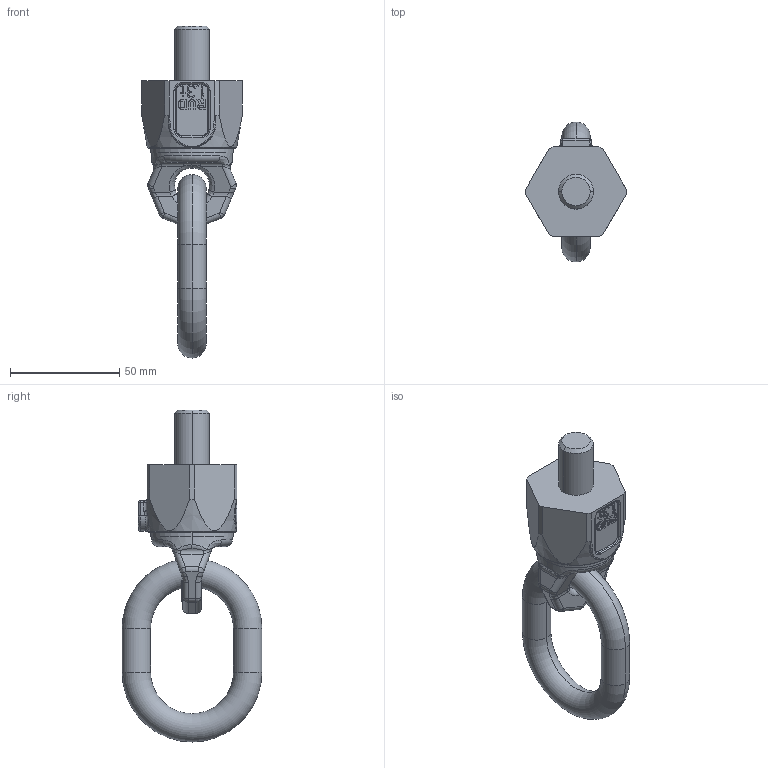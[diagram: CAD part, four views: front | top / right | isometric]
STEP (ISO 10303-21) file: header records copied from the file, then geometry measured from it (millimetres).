
FILE_DESCRIPTION((''),'2;1');
FILE_NAME('001-M09397-P-40_ASM','2018-05-09T',('Anja.Joas'),(''),'PRO/ENGINEER BY PARAMETRIC TECHNOLOGY CORPORATION, 2011490','PRO/ENGINEER BY PARAMETRIC TECHNOLOGY CORPORATION, 2011490','');
FILE_SCHEMA(('CONFIG_CONTROL_DESIGN'));
Length unit declared in the file: millimetre
Products named in the file (5): 001-M31523-P-40_AF0; 001-M31527-P-2; 001-M09397-P-40; 001-M09397-P-3; 001-M09397-P-40_ASM
Assembly tree (4 placements, depth 2):
  001-M09397-P-40_ASM
    001-M31523-P-40_AF0
    001-M31527-P-2
    001-M09397-P-40
    001-M09397-P-3
Bounding box: 46 x 64 x 152 mm (x, y, z)
Volume: 91393.2 mm3; surface area: 24043.5 mm2
Topology: 4 solids, 4 shells, 804 faces, 2192 edges, 1422 vertices
Faces by surface type: plane 632, cylinder 76, bspline 59, torus 29, cone 5, sphere 2, extrusion 1
Entity records: 28267 total; most frequent: CARTESIAN_POINT 8160, ORIENTED_EDGE 4384, DIRECTION 3779, EDGE_CURVE 2192, VECTOR 1835, LINE 1834, VERTEX_POINT 1422, AXIS2_PLACEMENT_3D 972
